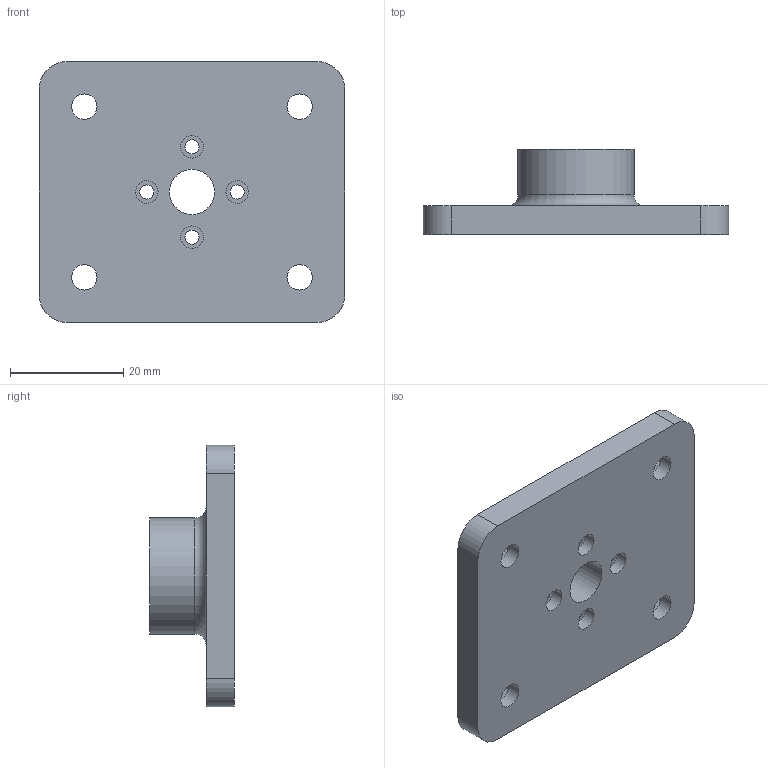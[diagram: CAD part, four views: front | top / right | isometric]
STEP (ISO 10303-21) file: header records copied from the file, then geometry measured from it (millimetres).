
FILE_DESCRIPTION(/* description */ ('','CAx-IF Rec.Pracs.---Representation and Presentation of Product Manufacturing Information (PMI)---4.0---2014-10-13'),/* implementation_level */ '2;1');
FILE_NAME(/* name */ '6_Axis_6stand_mount.step',/* time_stamp */ '2024-12-27T13:56:41+09:00',/* author */ (''),/* organization */ (''),/* preprocessor_version */ 'ST-DEVELOPER v20',/* originating_system */ 'Autodesk Translation Framework v13.20.0.188',/* authorisation */ '');
FILE_SCHEMA (('AP242_MANAGED_MODEL_BASED_3D_ENGINEERING_MIM_LF { 1 0 10303 442 1 1 4 }'));
Length unit declared in the file: millimetre
Products named in the file (1): 6_Axis_6stand_mount
Bounding box: 54.05 x 15 x 46.17 mm (x, y, z)
Volume: 14191.6 mm3; surface area: 7452.4 mm2
Topology: 1 solids, 1 shells, 58 faces, 141 edges, 94 vertices
Faces by surface type: plane 39, cylinder 18, torus 1
Full cylindrical faces by diameter (mm): 2.5 x4, 4 x4, 4.5 x4, 8 x1, 20.5 x1
Entity records: 1773 total; most frequent: DIRECTION 298, CARTESIAN_POINT 294, ORIENTED_EDGE 282, EDGE_CURVE 141, LINE 102, VECTOR 102, AXIS2_PLACEMENT_3D 98, VERTEX_POINT 94
